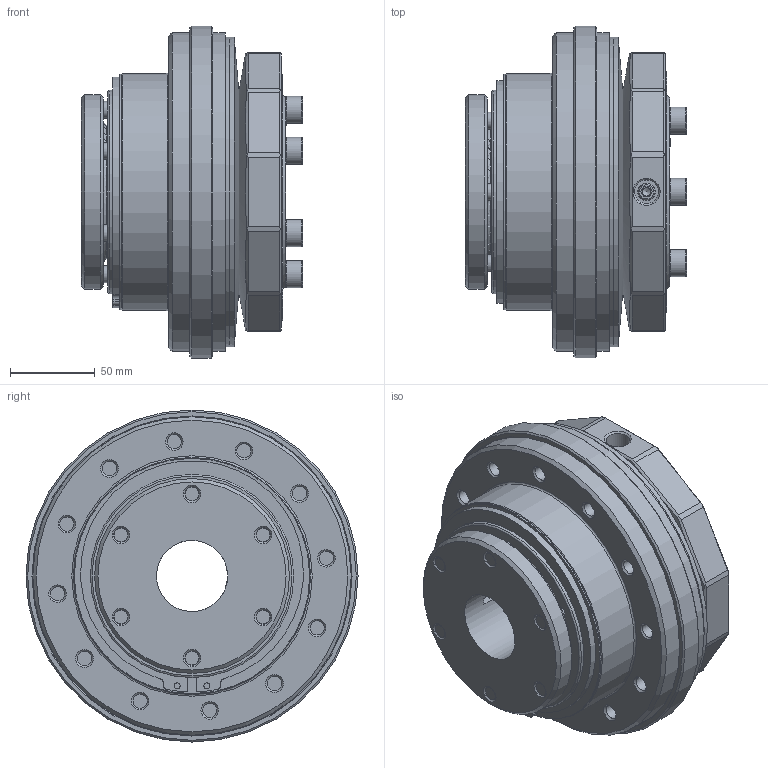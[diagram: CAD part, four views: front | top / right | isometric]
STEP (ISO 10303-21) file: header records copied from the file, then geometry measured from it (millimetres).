
FILE_DESCRIPTION(/* description */ ('Unknown','CAx-IF Rec.Pracs.---Representation and Presentation of Product Manufacturing Information (PMI)---4.0---2014-10-13','CAx-IF Rec.Pracs.---3D Tessellated Geometry---0.4---2014-09-14','2;1'),/* implementation_level */ '2;1');
FILE_NAME(/* name */ 'SKR-K-2200',/* time_stamp */ '2023-03-23T16:52:42+01:00',/* author */ ('Unknown'),/* organization */ ('Unknown'),/* preprocessor_version */ 'ST-DEVELOPER v18.102',/* originating_system */ 'Solid Edge',/* authorisation */ 'Unknown');
FILE_SCHEMA (('AP242_MANAGED_MODEL_BASED_3D_ENGINEERING_MIM_LF { 1 0 10303 442 1 1 4 }'));
Length unit declared in the file: millimetre
Products named in the file (14): 00524313; 27924308; 20124311_oa_0; KT101807; 20424604; 20424309; kt103854; KT103704; 27124315; Text SKR - Logo Serie K2200; 20824310; 20903298-gespannt; 24924312; KT102272
Assembly tree (20 placements, depth 3):
  00524313
    27924308
    20124311_oa_0
    KT101807  x6
    20424604
      20424309
      kt103854
    KT103704
    27124315
    Text SKR - Logo Serie K2200
    20824310
    20903298-gespannt  x2
    24924312
    KT102272  x2
Bounding box: 130.5 x 196 x 196 mm (x, y, z)
Volume: 1890115.3 mm3; surface area: 490578.1 mm2
Topology: 59 solids, 59 shells, 785 faces, 1947 edges, 1288 vertices
Faces by surface type: plane 441, cylinder 139, cone 95, bspline 58, torus 52
Full cylindrical faces by diameter (mm): 3.5 x2, 8.376 x23, 9.225 x2, 10 x14, 10.148 x2, 10.5 x9, 14 x21, 16 x6, 42 x1, 73 x1, 79 x1, 90.232 x1, 92.062 x1, 112 x1, 115 x2, 116 x2, 120 x3, 120.2 x1, 120.5 x1, 125 x2, 139 x1, 140 x1, 145 x2, 150 x1, 188 x2, 189 x2, 196 x1
Entity records: 23379 total; most frequent: CARTESIAN_POINT 8171, ORIENTED_EDGE 2836, DIRECTION 2666, EDGE_CURVE 1418, AXIS2_PLACEMENT_3D 1063, VERTEX_POINT 1059, FACE_BOUND 1043, EDGE_LOOP 1022
